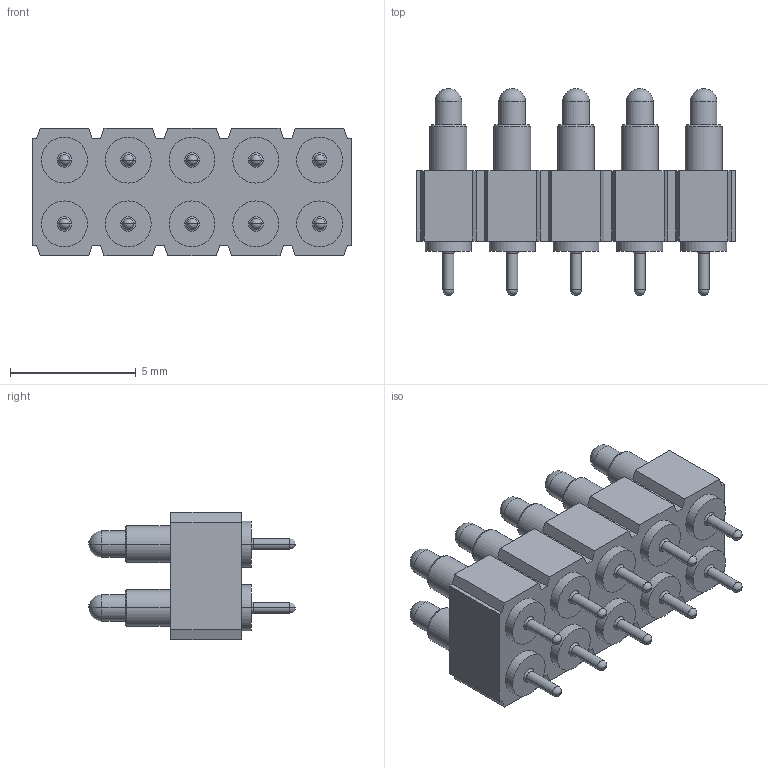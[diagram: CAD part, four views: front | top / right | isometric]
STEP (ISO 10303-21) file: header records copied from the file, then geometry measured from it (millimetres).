
FILE_DESCRIPTION (( 'STEP AP203' ), '1' );
FILE_NAME ('mill-max-818-22-010-10-000101.STEP', '2024-02-07T03:01:12', ( '' ), ( '' ), 'SwSTEP 2.0', 'SolidWorks 2022', '' );
FILE_SCHEMA (( 'CONFIG_CONTROL_DESIGN' ));
Length unit declared in the file: inch
Products named in the file (3): mill-max-818-22-010-10-000101; 0908_default; P4XX-28-010-00-090000_P410-28-010-00-090000
Assembly tree (11 placements, depth 2):
  mill-max-818-22-010-10-000101
    P4XX-28-010-00-090000_P410-28-010-00-090000
    0908_default  x10
Bounding box: 12.7 x 8.23 x 5.08 mm (x, y, z)
Volume: 223.6 mm3; surface area: 688.8 mm2
Topology: 11 solids, 11 shells, 306 faces, 732 edges, 448 vertices
Faces by surface type: cylinder 120, plane 86, cone 40, sphere 40, torus 20
Entity records: 3429 total; most frequent: DIRECTION 518, CARTESIAN_POINT 498, ORIENTED_EDGE 476, EDGE_CURVE 238, AXIS2_PLACEMENT_3D 176, LINE 166, VECTOR 166, VERTEX_POINT 156
